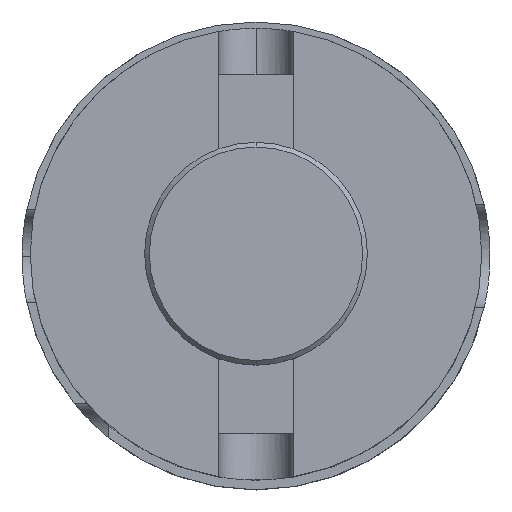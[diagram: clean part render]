
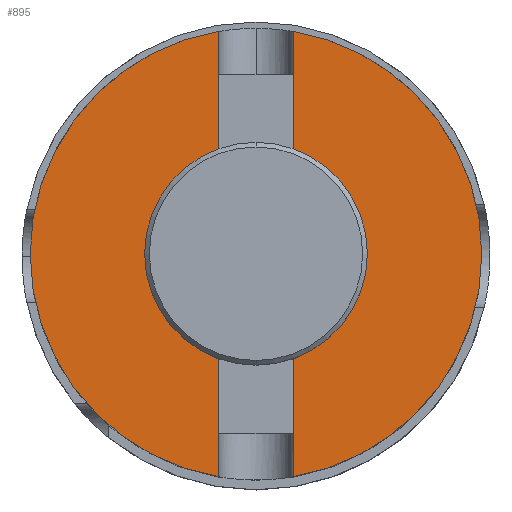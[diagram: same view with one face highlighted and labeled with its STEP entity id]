
A CAD part, top view. The second image highlights one B-rep face of the part: STEP entity #895.
In plain terms, the highlighted planar face has unit normal (0, 0, 1).
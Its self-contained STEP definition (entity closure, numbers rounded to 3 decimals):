
#31 = CARTESIAN_POINT ( 'NONE',  ( -7.937, -38.375, 254. ) ) ;
#39 = DIRECTION ( 'NONE',  ( 0., 1., 0. ) ) ;
#61 = VERTEX_POINT ( 'NONE', #2185 ) ;
#68 = VECTOR ( 'NONE', #268, 1000. ) ;
#114 = DIRECTION ( 'NONE',  ( -1., 0., 0. ) ) ;
#164 = AXIS2_PLACEMENT_3D ( 'NONE', #2458, #749, #2750 ) ;
#232 = LINE ( 'NONE', #2172, #3146 ) ;
#268 = DIRECTION ( 'NONE',  ( 0., -1., 0. ) ) ;
#311 = DIRECTION ( 'NONE',  ( 1., 0., 0. ) ) ;
#316 = ORIENTED_EDGE ( 'NONE', *, *, #1439, .F. ) ;
#377 = CARTESIAN_POINT ( 'NONE',  ( -7.937, -47.603, 254. ) ) ;
#394 = EDGE_CURVE ( 'NONE', #1470, #1209, #2349, .T. ) ;
#480 = DIRECTION ( 'NONE',  ( 0., 1., 0. ) ) ;
#485 = CARTESIAN_POINT ( 'NONE',  ( 7.938, -47.603, 254. ) ) ;
#546 = AXIS2_PLACEMENT_3D ( 'NONE', #963, #2973, #1264 ) ;
#559 = ORIENTED_EDGE ( 'NONE', *, *, #1150, .T. ) ;
#613 = CARTESIAN_POINT ( 'NONE',  ( 0., 48.26, 254. ) ) ;
#621 = VECTOR ( 'NONE', #1404, 1000. ) ;
#637 = CIRCLE ( 'NONE', #546, 19.05 ) ;
#653 = VERTEX_POINT ( 'NONE', #2829 ) ;
#654 = DIRECTION ( 'NONE',  ( -1., 0., 0. ) ) ;
#696 = EDGE_CURVE ( 'NONE', #2459, #909, #2213, .T. ) ;
#725 = VECTOR ( 'NONE', #2239, 1000. ) ;
#749 = DIRECTION ( 'NONE',  ( 0., 0., -1. ) ) ;
#765 = AXIS2_PLACEMENT_3D ( 'NONE', #3072, #3363, #1645 ) ;
#768 = DIRECTION ( 'NONE',  ( 0., -1., 0. ) ) ;
#895 = ADVANCED_FACE ( 'NONE', ( #2344, #1687 ), #1172, .T. ) ;
#909 = VERTEX_POINT ( 'NONE', #1185 ) ;
#940 = CARTESIAN_POINT ( 'NONE',  ( -19.05, 0., 254. ) ) ;
#956 = EDGE_CURVE ( 'NONE', #3256, #61, #3271, .T. ) ;
#963 = CARTESIAN_POINT ( 'NONE',  ( 0., 0., 254. ) ) ;
#985 = DIRECTION ( 'NONE',  ( 0., -1., 0. ) ) ;
#990 = ORIENTED_EDGE ( 'NONE', *, *, #2989, .T. ) ;
#1019 = VERTEX_POINT ( 'NONE', #3229 ) ;
#1024 = AXIS2_PLACEMENT_3D ( 'NONE', #3500, #1801, #114 ) ;
#1071 = CIRCLE ( 'NONE', #2251, 19.05 ) ;
#1086 = EDGE_CURVE ( 'NONE', #1209, #1271, #1663, .T. ) ;
#1089 = EDGE_CURVE ( 'NONE', #1696, #2732, #1475, .T. ) ;
#1150 = EDGE_CURVE ( 'NONE', #2810, #3579, #637, .T. ) ;
#1156 = VECTOR ( 'NONE', #2886, 1000. ) ;
#1172 = PLANE ( 'NONE',  #1737 ) ;
#1179 = DIRECTION ( 'NONE',  ( 0., 0., -1. ) ) ;
#1185 = CARTESIAN_POINT ( 'NONE',  ( -7.937, 38.375, 254. ) ) ;
#1209 = VERTEX_POINT ( 'NONE', #2137 ) ;
#1219 = CARTESIAN_POINT ( 'NONE',  ( 7.938, 22.5, 254. ) ) ;
#1251 = ORIENTED_EDGE ( 'NONE', *, *, #394, .F. ) ;
#1264 = DIRECTION ( 'NONE',  ( -1., 0., 0. ) ) ;
#1271 = VERTEX_POINT ( 'NONE', #485 ) ;
#1276 = CARTESIAN_POINT ( 'NONE',  ( -7.937, 48.26, 254. ) ) ;
#1404 = DIRECTION ( 'NONE',  ( 0., 1., 0. ) ) ;
#1411 = VERTEX_POINT ( 'NONE', #377 ) ;
#1439 = EDGE_CURVE ( 'NONE', #1411, #3256, #2854, .T. ) ;
#1448 = CARTESIAN_POINT ( 'NONE',  ( 7.938, -22.5, 254. ) ) ;
#1458 = DIRECTION ( 'NONE',  ( 1., 0., 0. ) ) ;
#1470 = VERTEX_POINT ( 'NONE', #2262 ) ;
#1475 = LINE ( 'NONE', #2155, #2904 ) ;
#1568 = LINE ( 'NONE', #3367, #68 ) ;
#1572 = DIRECTION ( 'NONE',  ( 0., 1., 0. ) ) ;
#1585 = VECTOR ( 'NONE', #768, 1000. ) ;
#1645 = DIRECTION ( 'NONE',  ( -1., 0., 0. ) ) ;
#1663 = CIRCLE ( 'NONE', #164, 48.26 ) ;
#1687 = FACE_BOUND ( 'NONE', #3644, .T. ) ;
#1696 = VERTEX_POINT ( 'NONE', #2457 ) ;
#1697 = CARTESIAN_POINT ( 'NONE',  ( -7.937, 48.26, 254. ) ) ;
#1737 = AXIS2_PLACEMENT_3D ( 'NONE', #613, #3176, #1458 ) ;
#1801 = DIRECTION ( 'NONE',  ( 0., 0., -1. ) ) ;
#1806 = LINE ( 'NONE', #1276, #3237 ) ;
#1853 = LINE ( 'NONE', #2129, #1945 ) ;
#1945 = VECTOR ( 'NONE', #1572, 1000. ) ;
#1958 = EDGE_CURVE ( 'NONE', #2352, #1411, #1568, .T. ) ;
#1998 = EDGE_CURVE ( 'NONE', #1470, #653, #2314, .T. ) ;
#2062 = ORIENTED_EDGE ( 'NONE', *, *, #1958, .F. ) ;
#2085 = VECTOR ( 'NONE', #311, 1000. ) ;
#2113 = ORIENTED_EDGE ( 'NONE', *, *, #1089, .F. ) ;
#2122 = ORIENTED_EDGE ( 'NONE', *, *, #3236, .F. ) ;
#2129 = CARTESIAN_POINT ( 'NONE',  ( 7.938, 48.26, 254. ) ) ;
#2137 = CARTESIAN_POINT ( 'NONE',  ( 48.26, 0., 254. ) ) ;
#2151 = ORIENTED_EDGE ( 'NONE', *, *, #3513, .F. ) ;
#2155 = CARTESIAN_POINT ( 'NONE',  ( 7.938, 48.26, 254. ) ) ;
#2170 = ORIENTED_EDGE ( 'NONE', *, *, #1998, .T. ) ;
#2172 = CARTESIAN_POINT ( 'NONE',  ( -7.937, 48.26, 254. ) ) ;
#2185 = CARTESIAN_POINT ( 'NONE',  ( -7.937, 47.603, 254. ) ) ;
#2187 = LINE ( 'NONE', #3145, #2085 ) ;
#2213 = LINE ( 'NONE', #1697, #621 ) ;
#2223 = CARTESIAN_POINT ( 'NONE',  ( 7.938, 48.26, 254. ) ) ;
#2239 = DIRECTION ( 'NONE',  ( 0., -1., 0. ) ) ;
#2251 = AXIS2_PLACEMENT_3D ( 'NONE', #2889, #1179, #3183 ) ;
#2262 = CARTESIAN_POINT ( 'NONE',  ( 7.938, 47.603, 254. ) ) ;
#2301 = EDGE_CURVE ( 'NONE', #2459, #3122, #2187, .T. ) ;
#2314 = LINE ( 'NONE', #2223, #725 ) ;
#2331 = LINE ( 'NONE', #2465, #1585 ) ;
#2338 = DIRECTION ( 'NONE',  ( 0., 0., -1. ) ) ;
#2344 = FACE_OUTER_BOUND ( 'NONE', #2944, .T. ) ;
#2349 = CIRCLE ( 'NONE', #765, 48.26 ) ;
#2352 = VERTEX_POINT ( 'NONE', #31 ) ;
#2402 = ORIENTED_EDGE ( 'NONE', *, *, #696, .T. ) ;
#2425 = EDGE_CURVE ( 'NONE', #3579, #2810, #1071, .T. ) ;
#2457 = CARTESIAN_POINT ( 'NONE',  ( 7.938, -38.375, 254. ) ) ;
#2458 = CARTESIAN_POINT ( 'NONE',  ( 0., 0., 254. ) ) ;
#2459 = VERTEX_POINT ( 'NONE', #2624 ) ;
#2463 = ORIENTED_EDGE ( 'NONE', *, *, #3355, .T. ) ;
#2465 = CARTESIAN_POINT ( 'NONE',  ( 7.938, 48.26, 254. ) ) ;
#2488 = ORIENTED_EDGE ( 'NONE', *, *, #956, .F. ) ;
#2608 = CARTESIAN_POINT ( 'NONE',  ( 7.938, -22.5, 254. ) ) ;
#2624 = CARTESIAN_POINT ( 'NONE',  ( -7.937, 22.5, 254. ) ) ;
#2646 = CARTESIAN_POINT ( 'NONE',  ( 0., 0., 254. ) ) ;
#2697 = EDGE_CURVE ( 'NONE', #1019, #2732, #3522, .T. ) ;
#2705 = AXIS2_PLACEMENT_3D ( 'NONE', #2646, #2338, #654 ) ;
#2721 = CARTESIAN_POINT ( 'NONE',  ( -48.26, 0., 254. ) ) ;
#2727 = CARTESIAN_POINT ( 'NONE',  ( 19.05, 0., 254. ) ) ;
#2732 = VERTEX_POINT ( 'NONE', #1448 ) ;
#2750 = DIRECTION ( 'NONE',  ( -1., 0., 0. ) ) ;
#2804 = ORIENTED_EDGE ( 'NONE', *, *, #2425, .T. ) ;
#2810 = VERTEX_POINT ( 'NONE', #940 ) ;
#2829 = CARTESIAN_POINT ( 'NONE',  ( 7.938, 38.375, 254. ) ) ;
#2854 = CIRCLE ( 'NONE', #1024, 48.26 ) ;
#2886 = DIRECTION ( 'NONE',  ( 1., 0., 0. ) ) ;
#2889 = CARTESIAN_POINT ( 'NONE',  ( 0., 0., 254. ) ) ;
#2904 = VECTOR ( 'NONE', #480, 1000. ) ;
#2944 = EDGE_LOOP ( 'NONE', ( #2151, #3558, #2113, #2122, #3645, #1251, #2170, #2463, #2959, #2402, #990, #2488, #316, #2062 ) ) ;
#2959 = ORIENTED_EDGE ( 'NONE', *, *, #2301, .F. ) ;
#2973 = DIRECTION ( 'NONE',  ( 0., 0., -1. ) ) ;
#2989 = EDGE_CURVE ( 'NONE', #909, #61, #232, .T. ) ;
#3072 = CARTESIAN_POINT ( 'NONE',  ( 0., 0., 254. ) ) ;
#3122 = VERTEX_POINT ( 'NONE', #1219 ) ;
#3145 = CARTESIAN_POINT ( 'NONE',  ( 7.938, 22.5, 254. ) ) ;
#3146 = VECTOR ( 'NONE', #39, 1000. ) ;
#3176 = DIRECTION ( 'NONE',  ( 0., 0., 1. ) ) ;
#3183 = DIRECTION ( 'NONE',  ( -1., 0., 0. ) ) ;
#3229 = CARTESIAN_POINT ( 'NONE',  ( -7.937, -22.5, 254. ) ) ;
#3236 = EDGE_CURVE ( 'NONE', #1271, #1696, #1853, .T. ) ;
#3237 = VECTOR ( 'NONE', #985, 1000. ) ;
#3256 = VERTEX_POINT ( 'NONE', #2721 ) ;
#3271 = CIRCLE ( 'NONE', #2705, 48.26 ) ;
#3355 = EDGE_CURVE ( 'NONE', #653, #3122, #2331, .T. ) ;
#3363 = DIRECTION ( 'NONE',  ( 0., 0., -1. ) ) ;
#3367 = CARTESIAN_POINT ( 'NONE',  ( -7.937, 48.26, 254. ) ) ;
#3500 = CARTESIAN_POINT ( 'NONE',  ( 0., 0., 254. ) ) ;
#3513 = EDGE_CURVE ( 'NONE', #1019, #2352, #1806, .T. ) ;
#3522 = LINE ( 'NONE', #2608, #1156 ) ;
#3558 = ORIENTED_EDGE ( 'NONE', *, *, #2697, .T. ) ;
#3579 = VERTEX_POINT ( 'NONE', #2727 ) ;
#3644 = EDGE_LOOP ( 'NONE', ( #559, #2804 ) ) ;
#3645 = ORIENTED_EDGE ( 'NONE', *, *, #1086, .F. ) ;
